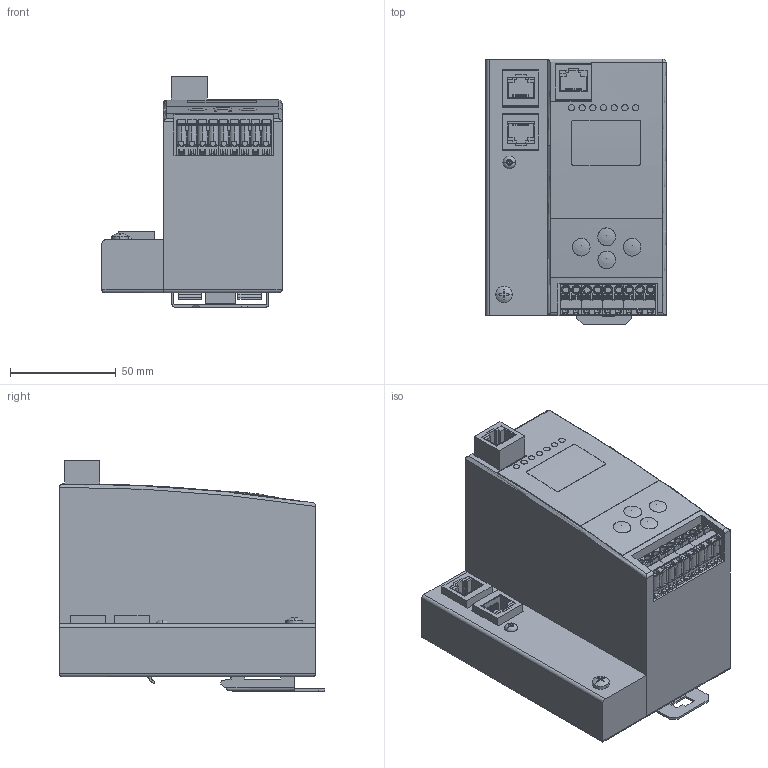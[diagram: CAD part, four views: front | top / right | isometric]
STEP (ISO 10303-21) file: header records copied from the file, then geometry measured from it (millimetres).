
FILE_DESCRIPTION(/* description */ ('Alibre Inc.'),/* implementation_level */ '2;1');
FILE_NAME(/* name */ 'export0',/* time_stamp */ '2014-03-13T09:42:55+01:00',/* author */ (''),/* organization */ (''),/* preprocessor_version */ 'ST-DEVELOPER v14',/* originating_system */ 'Alibre',/* authorisation */ '');
FILE_SCHEMA (('AUTOMOTIVE_DESIGN'));
Length unit declared in the file: centimetre
Products named in the file (23): ID_1
Bounding box: 85 x 125.29 x 108.65 mm (x, y, z)
Volume: 687216.4 mm3; surface area: 98216.4 mm2
Topology: 27 solids, 96 shells, 2979 faces, 7894 edges, 5185 vertices
Faces by surface type: plane 1946, cylinder 551, bspline 410, cone 42, torus 22, sphere 8
Full cylindrical faces by diameter (mm): 2.459 x1, 3 x7, 3.242 x1
Entity records: 71452 total; most frequent: CARTESIAN_POINT 26590, ORIENTED_EDGE 9974, DIRECTION 6709, EDGE_CURVE 4987, VECTOR 3593, LINE 3593, VERTEX_POINT 3282, AXIS2_PLACEMENT_3D 2155
